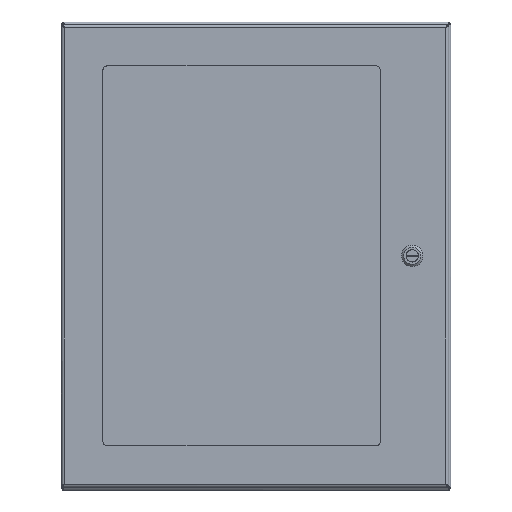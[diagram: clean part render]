
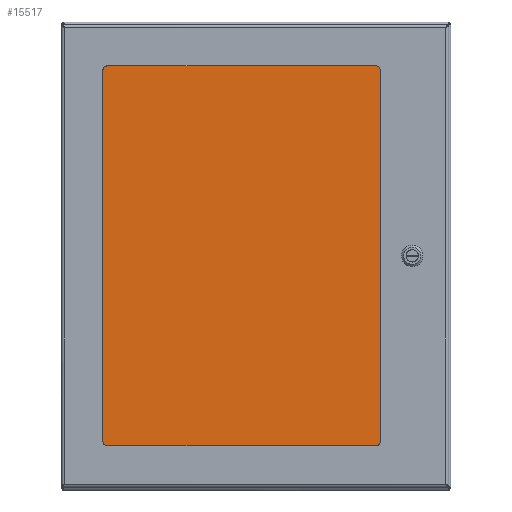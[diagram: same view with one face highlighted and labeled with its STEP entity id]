
A CAD part, top view. The second image highlights one B-rep face of the part: STEP entity #15517.
In plain terms, the highlighted planar face has unit normal (0, 0, 1).
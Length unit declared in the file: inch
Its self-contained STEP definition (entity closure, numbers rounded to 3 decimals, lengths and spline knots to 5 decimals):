
#922=PLANE('',#16744);
#2006=LINE('',#31250,#3134);
#2010=LINE('',#31258,#3138);
#2013=LINE('',#31264,#3141);
#2016=LINE('',#31269,#3144);
#3134=VECTOR('',#19704,20.5);
#3138=VECTOR('',#19710,15.25);
#3141=VECTOR('',#19715,20.5);
#3144=VECTOR('',#19720,15.25);
#4509=FACE_OUTER_BOUND('',#5667,.T.);
#5667=EDGE_LOOP('',(#12450,#12451,#12452,#12453));
#7434=VERTEX_POINT('',#31248);
#7435=VERTEX_POINT('',#31249);
#7438=VERTEX_POINT('',#31257);
#7440=VERTEX_POINT('',#31263);
#9196=EDGE_CURVE('',#7434,#7435,#2006,.T.);
#9200=EDGE_CURVE('',#7435,#7438,#2010,.T.);
#9203=EDGE_CURVE('',#7438,#7440,#2013,.T.);
#9206=EDGE_CURVE('',#7440,#7434,#2016,.T.);
#12450=ORIENTED_EDGE('',*,*,#9196,.F.);
#12451=ORIENTED_EDGE('',*,*,#9206,.F.);
#12452=ORIENTED_EDGE('',*,*,#9203,.F.);
#12453=ORIENTED_EDGE('',*,*,#9200,.F.);
#15517=ADVANCED_FACE('',(#4509),#922,.T.);
#16744=AXIS2_PLACEMENT_3D('',#31272,#19724,#19725);
#19704=DIRECTION('',(0.,1.,0.));
#19710=DIRECTION('',(1.,0.,0.));
#19715=DIRECTION('',(0.,-1.,0.));
#19720=DIRECTION('',(-1.,0.,0.));
#19724=DIRECTION('center_axis',(0.,0.,1.));
#19725=DIRECTION('ref_axis',(1.,0.,0.));
#31248=CARTESIAN_POINT('',(0.,0.,0.25));
#31249=CARTESIAN_POINT('',(0.,20.5,0.25));
#31250=CARTESIAN_POINT('',(0.,20.5,0.25));
#31257=CARTESIAN_POINT('',(15.25,20.5,0.25));
#31258=CARTESIAN_POINT('',(15.25,20.5,0.25));
#31263=CARTESIAN_POINT('',(15.25,0.,0.25));
#31264=CARTESIAN_POINT('',(15.25,0.,0.25));
#31269=CARTESIAN_POINT('',(0.,0.,0.25));
#31272=CARTESIAN_POINT('Origin',(7.625,10.25,0.25));
